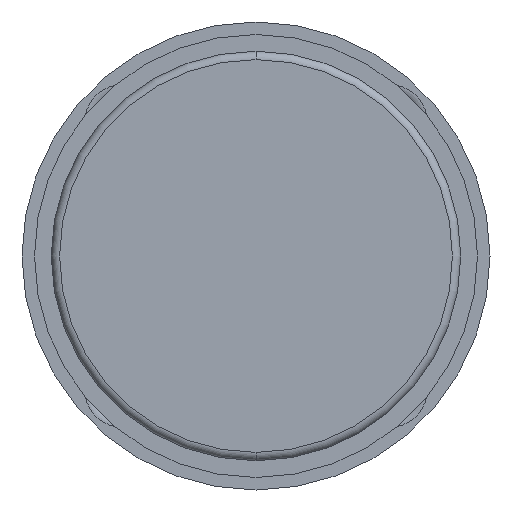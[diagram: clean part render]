
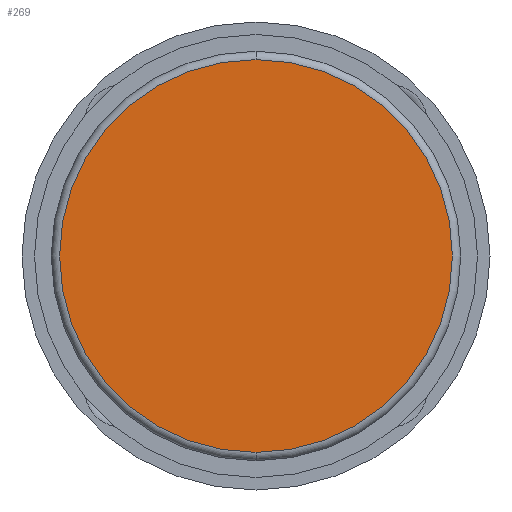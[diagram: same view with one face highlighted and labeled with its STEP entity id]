
A CAD part, front view. The second image highlights one B-rep face of the part: STEP entity #269.
In plain terms, the highlighted planar face has unit normal (0, -1, 0).
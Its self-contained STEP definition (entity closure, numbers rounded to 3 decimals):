
#62 = PLANE ( 'NONE',  #603 ) ;
#129 = DIRECTION ( 'NONE',  ( 0., 0., -1. ) ) ;
#225 = VERTEX_POINT ( 'NONE', #609 ) ;
#228 = DIRECTION ( 'NONE',  ( 0., -1., 0. ) ) ;
#269 = ADVANCED_FACE ( 'NONE', ( #532 ), #62, .T. ) ;
#287 = CARTESIAN_POINT ( 'NONE',  ( 24.5, -120., 0. ) ) ;
#311 = ORIENTED_EDGE ( 'NONE', *, *, #382, .T. ) ;
#382 = EDGE_CURVE ( 'NONE', #790, #225, #895, .T. ) ;
#389 = DIRECTION ( 'NONE',  ( 0., -1., 0. ) ) ;
#408 = CARTESIAN_POINT ( 'NONE',  ( 0., -120., 0. ) ) ;
#505 = CIRCLE ( 'NONE', #962, 23.5 ) ;
#532 = FACE_OUTER_BOUND ( 'NONE', #745, .T. ) ;
#603 = AXIS2_PLACEMENT_3D ( 'NONE', #287, #228, #129 ) ;
#609 = CARTESIAN_POINT ( 'NONE',  ( 0., -120., 23.5 ) ) ;
#610 = ORIENTED_EDGE ( 'NONE', *, *, #782, .T. ) ;
#675 = CARTESIAN_POINT ( 'NONE',  ( 0., -120., -23.5 ) ) ;
#680 = CARTESIAN_POINT ( 'NONE',  ( 0., -120., 0. ) ) ;
#696 = DIRECTION ( 'NONE',  ( 0., 0., -1. ) ) ;
#703 = DIRECTION ( 'NONE',  ( 0., -1., 0. ) ) ;
#745 = EDGE_LOOP ( 'NONE', ( #311, #610 ) ) ;
#782 = EDGE_CURVE ( 'NONE', #225, #790, #505, .T. ) ;
#783 = AXIS2_PLACEMENT_3D ( 'NONE', #408, #389, #696 ) ;
#790 = VERTEX_POINT ( 'NONE', #675 ) ;
#895 = CIRCLE ( 'NONE', #783, 23.5 ) ;
#934 = DIRECTION ( 'NONE',  ( 0., 0., -1. ) ) ;
#962 = AXIS2_PLACEMENT_3D ( 'NONE', #680, #703, #934 ) ;
